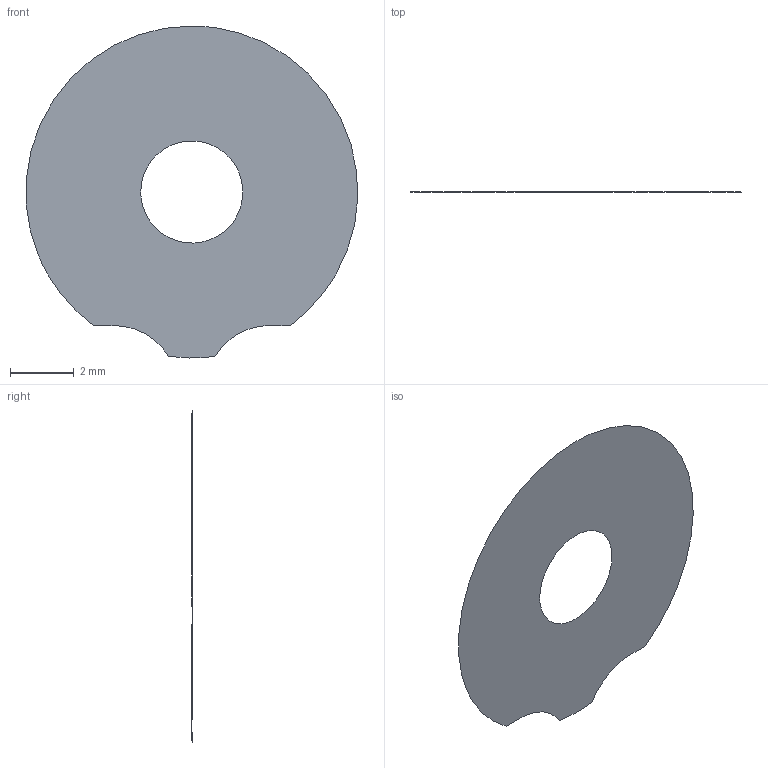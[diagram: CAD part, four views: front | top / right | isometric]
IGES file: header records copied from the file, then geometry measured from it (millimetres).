
Global section: file name: rkd2216_brkt_deck_button_R0_cam.igs; native system: I-DEAS Master Series 2.0; preprocessor: IGES 5.1; author: NONE; organization: NONE; date: 020804.073449; units: millimetre
Bounding box: 10.38 x 0 x 10.4 mm (x, y, z)
Surface area: 75.1 mm2 (no closed solid volume)
Topology: 0 solids, 0 shells, 1 faces, 12 edges, 12 vertices
Faces by surface type: bspline 1
